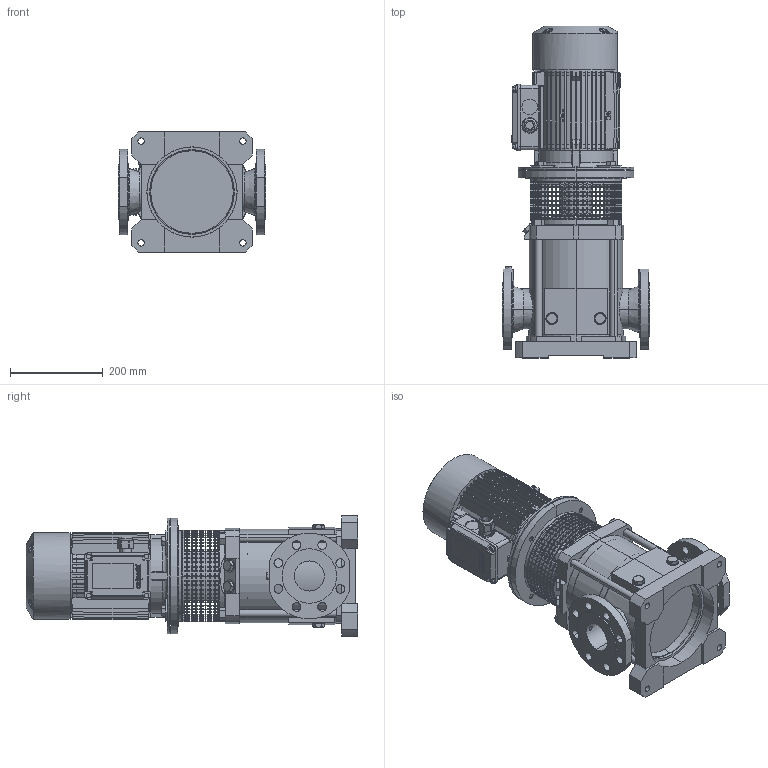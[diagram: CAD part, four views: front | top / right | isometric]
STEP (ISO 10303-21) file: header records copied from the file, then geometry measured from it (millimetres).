
FILE_DESCRIPTION (( 'STEP AP214' ), '1' );
FILE_NAME ('4.93.532.45swa01.step', '2020-11-04T10:26:27', ( '' ), ( '' ), 'SwSTEP 2.0', 'SolidWorks 2019', '' );
FILE_SCHEMA (( 'AUTOMOTIVE_DESIGN' ));
Length unit declared in the file: millimetre
Products named in the file (17): 10007670swn00_M25x1.5; 10007568swp00_M90 B5-De250; 10000016swn00_M12x25 8.8 ZINC; 4_92_054_REV00_SEMPLIFICATO; 10009924swp00_MXV (4) 65-3202; 4.66.424swp04_G38x10; 10007576swa00_M90 VERT.; 10009926swp00; 10009925swp00_MOTORE 100-112; 10009928swp00_MXV (4) 65-3202; 10000007swn00_M16 6S ZINCATO; 4.93.532.45swa01; 10007571swp00_90 SZ VERT; 10009923swp00; 4.93.186.45swa01; 10009927swp00; 4.66.424swp04_G18x7
Assembly tree (30 placements, depth 3):
  4.93.532.45swa01
    4.93.186.45swa01
      10009923swp00
      10009927swp00
      10009924swp00_MXV (4) 65-3202
      10009925swp00_MOTORE 100-112
      10009926swp00
      4_92_054_REV00_SEMPLIFICATO
      10009928swp00_MXV (4) 65-3202  x4
      10000007swn00_M16 6S ZINCATO  x4
      4.66.424swp04_G38x10  x6
      4.66.424swp04_G18x7
    10007576swa00_M90 VERT.
      10007568swp00_M90 B5-De250
      10007571swp00_90 SZ VERT
      10007670swn00_M25x1.5
    10000016swn00_M12x25 8.8 ZINC  x4
Bounding box: 320 x 717.5 x 260 mm (x, y, z)
Volume: 16962864 mm3; surface area: 1921572.4 mm2
Topology: 50 solids, 50 shells, 4146 faces, 11346 edges, 7389 vertices
Faces by surface type: plane 3124, cylinder 521, cone 349, bspline 116, torus 28, sphere 8
Entity records: 132034 total; most frequent: CARTESIAN_POINT 29071, ORIENTED_EDGE 21296, DIRECTION 20535, EDGE_CURVE 10648, VERTEX_POINT 7019, AXIS2_PLACEMENT_3D 6893, LINE 6749, VECTOR 6749
